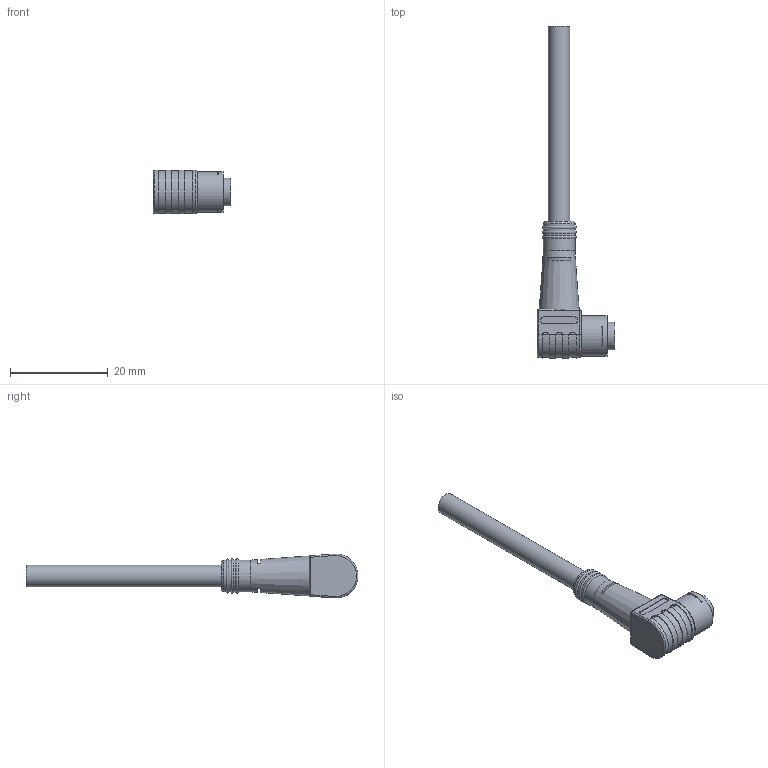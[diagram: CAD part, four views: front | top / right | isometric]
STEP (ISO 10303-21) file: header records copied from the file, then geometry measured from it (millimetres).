
FILE_DESCRIPTION(/* description */ (''),/* implementation_level */ '2;1');
FILE_NAME(/* name */ 'AL-WKP4.stp',/* time_stamp */ '2015-11-12T14:28:32+01:00',/* author */ (''),/* organization */ (''),/* preprocessor_version */ 'ST-DEVELOPER v14',/* originating_system */ 'SIEMENS PLM Software NX 8.0',/* authorisation */ '');
FILE_SCHEMA (('AP203_CONFIGURATION_CONTROLLED_3D_DESIGN_OF_MECHANICAL_PARTS_AND_ASSEMBLIES_MIM_LF { 1 0 10303 403 2 1 2}'));
Length unit declared in the file: millimetre
Products named in the file (1): AL-WKP4
Bounding box: 15.9 x 68 x 9 mm (x, y, z)
Volume: 2302.5 mm3; surface area: 1749.6 mm2
Topology: 1 solids, 1 shells, 111 faces, 272 edges, 172 vertices
Faces by surface type: plane 53, cylinder 45, torus 7, sphere 4, cone 2
Full cylindrical faces by diameter (mm): 1.1 x4, 4.4 x1, 5.7 x1, 6.5 x4, 6.9 x1, 8.3 x1
Entity records: 3416 total; most frequent: CARTESIAN_POINT 836, DIRECTION 532, ORIENTED_EDGE 482, EDGE_CURVE 241, AXIS2_PLACEMENT_3D 215, VERTEX_POINT 163, EDGE_LOOP 142, ADVANCED_FACE 111
